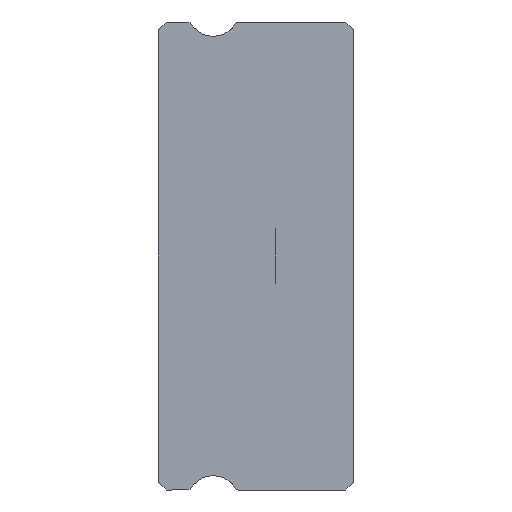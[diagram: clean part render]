
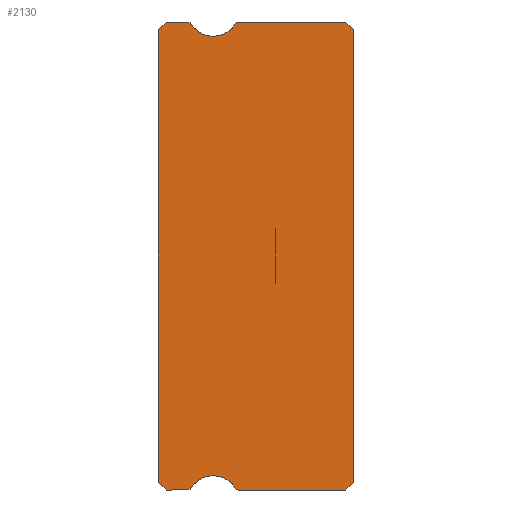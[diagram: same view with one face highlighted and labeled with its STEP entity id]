
A CAD part, left-side view. The second image highlights one B-rep face of the part: STEP entity #2130.
In plain terms, the highlighted planar face has unit normal (-1, 0, 0).
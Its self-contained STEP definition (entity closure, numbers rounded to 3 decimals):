
#1 = VERTEX_POINT ( 'NONE', #1635 ) ;
#39 = CARTESIAN_POINT ( 'NONE',  ( -5., 5.4, -9.45 ) ) ;
#74 = ORIENTED_EDGE ( 'NONE', *, *, #163, .F. ) ;
#79 = VERTEX_POINT ( 'NONE', #3104 ) ;
#104 = DIRECTION ( 'NONE',  ( 0., -1., 0. ) ) ;
#121 = VERTEX_POINT ( 'NONE', #2851 ) ;
#163 = EDGE_CURVE ( 'NONE', #367, #1879, #2325, .T. ) ;
#256 = CARTESIAN_POINT ( 'NONE',  ( -5., 4.547, 8.928 ) ) ;
#277 = EDGE_CURVE ( 'NONE', #1843, #3410, #1053, .T. ) ;
#336 = CARTESIAN_POINT ( 'NONE',  ( -5., 0., -8.7 ) ) ;
#367 = VERTEX_POINT ( 'NONE', #3592 ) ;
#368 = AXIS2_PLACEMENT_3D ( 'NONE', #3456, #2626, #1285 ) ;
#369 = CARTESIAN_POINT ( 'NONE',  ( -5., 0.3, 9. ) ) ;
#409 = VECTOR ( 'NONE', #2278, 1000. ) ;
#413 = EDGE_CURVE ( 'NONE', #496, #1843, #2745, .T. ) ;
#423 = DIRECTION ( 'NONE',  ( 1., 0., 0. ) ) ;
#450 = EDGE_CURVE ( 'NONE', #2356, #2019, #986, .T. ) ;
#452 = ORIENTED_EDGE ( 'NONE', *, *, #1844, .T. ) ;
#456 = VECTOR ( 'NONE', #3287, 1000. ) ;
#458 = CARTESIAN_POINT ( 'NONE',  ( -5., 6.381, -8.85 ) ) ;
#495 = VECTOR ( 'NONE', #2577, 1000. ) ;
#496 = VERTEX_POINT ( 'NONE', #2229 ) ;
#512 = ORIENTED_EDGE ( 'NONE', *, *, #2543, .F. ) ;
#531 = VERTEX_POINT ( 'NONE', #2859 ) ;
#576 = DIRECTION ( 'NONE',  ( 0., 0., 1. ) ) ;
#599 = DIRECTION ( 'NONE',  ( 0., 0., -1. ) ) ;
#604 = DIRECTION ( 'NONE',  ( 0., -0.707, -0.707 ) ) ;
#631 = AXIS2_PLACEMENT_3D ( 'NONE', #2729, #3245, #3288 ) ;
#634 = EDGE_CURVE ( 'NONE', #2684, #1089, #1173, .T. ) ;
#700 = VERTEX_POINT ( 'NONE', #2689 ) ;
#752 = DIRECTION ( 'NONE',  ( 0., 0., -1. ) ) ;
#771 = DIRECTION ( 'NONE',  ( 1., 0., 0. ) ) ;
#777 = AXIS2_PLACEMENT_3D ( 'NONE', #458, #423, #752 ) ;
#814 = EDGE_CURVE ( 'NONE', #3047, #496, #1297, .T. ) ;
#846 = DIRECTION ( 'NONE',  ( 0., 0., 1. ) ) ;
#895 = CARTESIAN_POINT ( 'NONE',  ( -5., 6.381, 9. ) ) ;
#896 = ORIENTED_EDGE ( 'NONE', *, *, #634, .F. ) ;
#901 = EDGE_CURVE ( 'NONE', #2758, #121, #2506, .T. ) ;
#911 = LINE ( 'NONE', #2826, #495 ) ;
#921 = ORIENTED_EDGE ( 'NONE', *, *, #2086, .T. ) ;
#986 = CIRCLE ( 'NONE', #1465, 1. ) ;
#990 = EDGE_CURVE ( 'NONE', #3410, #2684, #1378, .T. ) ;
#1004 = CARTESIAN_POINT ( 'NONE',  ( -5., 6.381, 8.85 ) ) ;
#1053 = CIRCLE ( 'NONE', #631, 1. ) ;
#1062 = ORIENTED_EDGE ( 'NONE', *, *, #450, .F. ) ;
#1063 = DIRECTION ( 'NONE',  ( 0., 0.707, -0.707 ) ) ;
#1072 = EDGE_CURVE ( 'NONE', #531, #1470, #911, .T. ) ;
#1089 = VERTEX_POINT ( 'NONE', #369 ) ;
#1119 = CARTESIAN_POINT ( 'NONE',  ( -5., 5.4, 9.45 ) ) ;
#1121 = CARTESIAN_POINT ( 'NONE',  ( -5., 4.419, 8.85 ) ) ;
#1145 = CARTESIAN_POINT ( 'NONE',  ( -5., 7.5, 8.85 ) ) ;
#1154 = DIRECTION ( 'NONE',  ( 0., 0., -1. ) ) ;
#1173 = LINE ( 'NONE', #895, #409 ) ;
#1198 = ORIENTED_EDGE ( 'NONE', *, *, #901, .T. ) ;
#1249 = LINE ( 'NONE', #2606, #2089 ) ;
#1285 = DIRECTION ( 'NONE',  ( 0., 0., -1. ) ) ;
#1286 = EDGE_CURVE ( 'NONE', #1470, #2356, #1487, .T. ) ;
#1289 = VECTOR ( 'NONE', #576, 1000. ) ;
#1297 = CIRCLE ( 'NONE', #2520, 0.15 ) ;
#1299 = DIRECTION ( 'NONE',  ( 1., 0., 0. ) ) ;
#1314 = CIRCLE ( 'NONE', #777, 0.15 ) ;
#1337 = ORIENTED_EDGE ( 'NONE', *, *, #277, .F. ) ;
#1355 = CARTESIAN_POINT ( 'NONE',  ( -5., 5.4, 8.45 ) ) ;
#1370 = EDGE_CURVE ( 'NONE', #2758, #531, #2798, .T. ) ;
#1378 = CIRCLE ( 'NONE', #2357, 0.15 ) ;
#1465 = AXIS2_PLACEMENT_3D ( 'NONE', #39, #3046, #1154 ) ;
#1470 = VERTEX_POINT ( 'NONE', #1902 ) ;
#1487 = CIRCLE ( 'NONE', #368, 0.15 ) ;
#1491 = CARTESIAN_POINT ( 'NONE',  ( -5., 6.253, -8.928 ) ) ;
#1521 = EDGE_CURVE ( 'NONE', #1, #1879, #2507, .T. ) ;
#1537 = EDGE_CURVE ( 'NONE', #367, #700, #3098, .T. ) ;
#1543 = ORIENTED_EDGE ( 'NONE', *, *, #413, .F. ) ;
#1554 = VECTOR ( 'NONE', #1729, 1000. ) ;
#1560 = LINE ( 'NONE', #3158, #3253 ) ;
#1604 = FACE_OUTER_BOUND ( 'NONE', #3233, .T. ) ;
#1635 = CARTESIAN_POINT ( 'NONE',  ( -5., 7.2, 9. ) ) ;
#1729 = DIRECTION ( 'NONE',  ( 0., 0.707, -0.707 ) ) ;
#1749 = AXIS2_PLACEMENT_3D ( 'NONE', #1004, #771, #2425 ) ;
#1782 = VECTOR ( 'NONE', #846, 1000. ) ;
#1843 = VERTEX_POINT ( 'NONE', #1355 ) ;
#1844 = EDGE_CURVE ( 'NONE', #3047, #1, #2177, .T. ) ;
#1879 = VERTEX_POINT ( 'NONE', #3366 ) ;
#1902 = CARTESIAN_POINT ( 'NONE',  ( -5., 4.419, -9. ) ) ;
#1936 = CARTESIAN_POINT ( 'NONE',  ( -5., 7.2, -9. ) ) ;
#2019 = VERTEX_POINT ( 'NONE', #1491 ) ;
#2086 = EDGE_CURVE ( 'NONE', #700, #79, #1249, .T. ) ;
#2089 = VECTOR ( 'NONE', #104, 1000. ) ;
#2130 = ADVANCED_FACE ( 'NONE', ( #1604 ), #3494, .F. ) ;
#2177 = LINE ( 'NONE', #2449, #456 ) ;
#2229 = CARTESIAN_POINT ( 'NONE',  ( -5., 6.253, 8.928 ) ) ;
#2263 = CARTESIAN_POINT ( 'NONE',  ( -5., 0., 8.7 ) ) ;
#2266 = ORIENTED_EDGE ( 'NONE', *, *, #1072, .F. ) ;
#2278 = DIRECTION ( 'NONE',  ( 0., -1., 0. ) ) ;
#2325 = LINE ( 'NONE', #1145, #1289 ) ;
#2356 = VERTEX_POINT ( 'NONE', #2417 ) ;
#2357 = AXIS2_PLACEMENT_3D ( 'NONE', #1121, #2811, #3580 ) ;
#2417 = CARTESIAN_POINT ( 'NONE',  ( -5., 4.547, -8.928 ) ) ;
#2425 = DIRECTION ( 'NONE',  ( 0., 0., -1. ) ) ;
#2443 = CARTESIAN_POINT ( 'NONE',  ( -5., 0., -8.7 ) ) ;
#2449 = CARTESIAN_POINT ( 'NONE',  ( -5., 7.2, 9. ) ) ;
#2506 = LINE ( 'NONE', #2263, #1782 ) ;
#2507 = LINE ( 'NONE', #3050, #1554 ) ;
#2520 = AXIS2_PLACEMENT_3D ( 'NONE', #2956, #1299, #2919 ) ;
#2534 = ORIENTED_EDGE ( 'NONE', *, *, #814, .F. ) ;
#2543 = EDGE_CURVE ( 'NONE', #1089, #121, #1560, .T. ) ;
#2577 = DIRECTION ( 'NONE',  ( 0., 1., 0. ) ) ;
#2606 = CARTESIAN_POINT ( 'NONE',  ( -5., 6.381, -9. ) ) ;
#2614 = ORIENTED_EDGE ( 'NONE', *, *, #1286, .F. ) ;
#2626 = DIRECTION ( 'NONE',  ( 1., 0., 0. ) ) ;
#2658 = DIRECTION ( 'NONE',  ( 0., -0.707, -0.707 ) ) ;
#2684 = VERTEX_POINT ( 'NONE', #3296 ) ;
#2689 = CARTESIAN_POINT ( 'NONE',  ( -5., 7.2, -9. ) ) ;
#2729 = CARTESIAN_POINT ( 'NONE',  ( -5., 5.4, 9.45 ) ) ;
#2738 = ORIENTED_EDGE ( 'NONE', *, *, #990, .F. ) ;
#2745 = CIRCLE ( 'NONE', #3546, 1. ) ;
#2758 = VERTEX_POINT ( 'NONE', #336 ) ;
#2798 = LINE ( 'NONE', #2443, #3445 ) ;
#2811 = DIRECTION ( 'NONE',  ( 1., 0., 0. ) ) ;
#2826 = CARTESIAN_POINT ( 'NONE',  ( -5., 6.381, -9. ) ) ;
#2851 = CARTESIAN_POINT ( 'NONE',  ( -5., 0., 8.7 ) ) ;
#2859 = CARTESIAN_POINT ( 'NONE',  ( -5., 0.3, -9. ) ) ;
#2874 = ORIENTED_EDGE ( 'NONE', *, *, #3230, .F. ) ;
#2919 = DIRECTION ( 'NONE',  ( 0., 0., -1. ) ) ;
#2956 = CARTESIAN_POINT ( 'NONE',  ( -5., 6.381, 8.85 ) ) ;
#3046 = DIRECTION ( 'NONE',  ( -1., 0., 0. ) ) ;
#3047 = VERTEX_POINT ( 'NONE', #3250 ) ;
#3050 = CARTESIAN_POINT ( 'NONE',  ( -5., 7.5, 8.7 ) ) ;
#3078 = DIRECTION ( 'NONE',  ( -1., 0., 0. ) ) ;
#3098 = LINE ( 'NONE', #1936, #3513 ) ;
#3104 = CARTESIAN_POINT ( 'NONE',  ( -5., 6.381, -9. ) ) ;
#3158 = CARTESIAN_POINT ( 'NONE',  ( -5., 0.3, 9. ) ) ;
#3173 = ORIENTED_EDGE ( 'NONE', *, *, #1521, .T. ) ;
#3230 = EDGE_CURVE ( 'NONE', #2019, #79, #1314, .T. ) ;
#3233 = EDGE_LOOP ( 'NONE', ( #74, #3332, #921, #2874, #1062, #2614, #2266, #3492, #1198, #512, #896, #2738, #1337, #1543, #2534, #452, #3173 ) ) ;
#3245 = DIRECTION ( 'NONE',  ( -1., 0., 0. ) ) ;
#3250 = CARTESIAN_POINT ( 'NONE',  ( -5., 6.381, 9. ) ) ;
#3253 = VECTOR ( 'NONE', #2658, 1000. ) ;
#3287 = DIRECTION ( 'NONE',  ( 0., 1., 0. ) ) ;
#3288 = DIRECTION ( 'NONE',  ( 0., 0., -1. ) ) ;
#3296 = CARTESIAN_POINT ( 'NONE',  ( -5., 4.419, 9. ) ) ;
#3332 = ORIENTED_EDGE ( 'NONE', *, *, #1537, .T. ) ;
#3366 = CARTESIAN_POINT ( 'NONE',  ( -5., 7.5, 8.7 ) ) ;
#3410 = VERTEX_POINT ( 'NONE', #256 ) ;
#3445 = VECTOR ( 'NONE', #1063, 1000. ) ;
#3456 = CARTESIAN_POINT ( 'NONE',  ( -5., 4.419, -8.85 ) ) ;
#3492 = ORIENTED_EDGE ( 'NONE', *, *, #1370, .F. ) ;
#3494 = PLANE ( 'NONE',  #1749 ) ;
#3513 = VECTOR ( 'NONE', #604, 1000. ) ;
#3546 = AXIS2_PLACEMENT_3D ( 'NONE', #1119, #3078, #599 ) ;
#3580 = DIRECTION ( 'NONE',  ( 0., 0., -1. ) ) ;
#3592 = CARTESIAN_POINT ( 'NONE',  ( -5., 7.5, -8.7 ) ) ;
